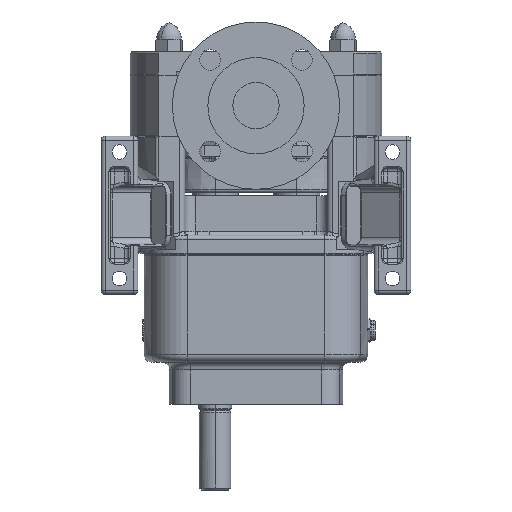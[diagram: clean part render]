
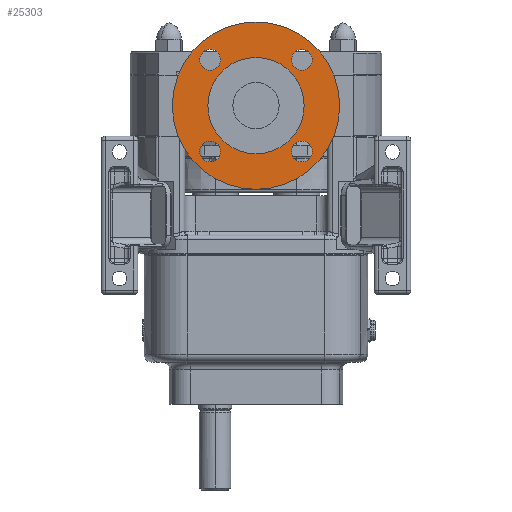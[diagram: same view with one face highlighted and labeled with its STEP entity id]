
A CAD part, front view. The second image highlights one B-rep face of the part: STEP entity #25303.
In plain terms, the highlighted face is planar.
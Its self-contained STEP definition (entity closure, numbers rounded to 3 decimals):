
#195 = VERTEX_POINT ( 'NONE', #8456 ) ;
#294 = DIRECTION ( 'NONE',  ( 1., 0., 0. ) ) ;
#870 = AXIS2_PLACEMENT_3D ( 'NONE', #16129, #11791, #23108 ) ;
#1523 = CARTESIAN_POINT ( 'NONE',  ( -1.5, -34.79, 34.79 ) ) ;
#1896 = ORIENTED_EDGE ( 'NONE', *, *, #23880, .F. ) ;
#2824 = CARTESIAN_POINT ( 'NONE',  ( -1.5, 34.824, 42.655 ) ) ;
#3400 = CARTESIAN_POINT ( 'NONE',  ( -1.5, 0., -63.5 ) ) ;
#3411 = EDGE_LOOP ( 'NONE', ( #8292, #28992 ) ) ;
#4133 = ORIENTED_EDGE ( 'NONE', *, *, #7227, .F. ) ;
#4157 = FACE_OUTER_BOUND ( 'NONE', #3411, .T. ) ;
#4248 = DIRECTION ( 'NONE',  ( 0., 0., -1. ) ) ;
#4607 = FACE_BOUND ( 'NONE', #8632, .T. ) ;
#4994 = VERTEX_POINT ( 'NONE', #23424 ) ;
#5420 = DIRECTION ( 'NONE',  ( 1., 0., 0. ) ) ;
#5506 = CARTESIAN_POINT ( 'NONE',  ( -1.5, 34.79, -42.69 ) ) ;
#5622 = ORIENTED_EDGE ( 'NONE', *, *, #12836, .F. ) ;
#6183 = AXIS2_PLACEMENT_3D ( 'NONE', #29811, #18339, #4248 ) ;
#6187 = CIRCLE ( 'NONE', #12636, 7.9 ) ;
#6527 = EDGE_CURVE ( 'NONE', #24660, #4994, #19498, .T. ) ;
#7151 = AXIS2_PLACEMENT_3D ( 'NONE', #14392, #294, #21817 ) ;
#7227 = EDGE_CURVE ( 'NONE', #17004, #29478, #8613, .T. ) ;
#7245 = CARTESIAN_POINT ( 'NONE',  ( -1.5, 0., 0. ) ) ;
#7855 = EDGE_CURVE ( 'NONE', #9711, #195, #30396, .T. ) ;
#7969 = AXIS2_PLACEMENT_3D ( 'NONE', #16399, #16254, #11465 ) ;
#8292 = ORIENTED_EDGE ( 'NONE', *, *, #25513, .T. ) ;
#8456 = CARTESIAN_POINT ( 'NONE',  ( -1.5, -34.79, 42.69 ) ) ;
#8613 = CIRCLE ( 'NONE', #25907, 36.55 ) ;
#8632 = EDGE_LOOP ( 'NONE', ( #9325, #4133 ) ) ;
#8636 = CARTESIAN_POINT ( 'NONE',  ( -1.5, 0., 63.5 ) ) ;
#8808 = EDGE_CURVE ( 'NONE', #195, #9711, #6187, .T. ) ;
#8939 = DIRECTION ( 'NONE',  ( 0., 0., -1. ) ) ;
#8994 = VERTEX_POINT ( 'NONE', #8636 ) ;
#9108 = DIRECTION ( 'NONE',  ( 0., 0., -1. ) ) ;
#9146 = CIRCLE ( 'NONE', #6183, 7.9 ) ;
#9325 = ORIENTED_EDGE ( 'NONE', *, *, #10047, .F. ) ;
#9406 = DIRECTION ( 'NONE',  ( 1., 0., 0. ) ) ;
#9711 = VERTEX_POINT ( 'NONE', #24142 ) ;
#9726 = AXIS2_PLACEMENT_3D ( 'NONE', #11279, #13756, #23192 ) ;
#10047 = EDGE_CURVE ( 'NONE', #29478, #17004, #17129, .T. ) ;
#11279 = CARTESIAN_POINT ( 'NONE',  ( -1.5, 0., 0. ) ) ;
#11465 = DIRECTION ( 'NONE',  ( 0., 0., -1. ) ) ;
#11529 = DIRECTION ( 'NONE',  ( 1., 0., 0. ) ) ;
#11647 = VERTEX_POINT ( 'NONE', #5506 ) ;
#11791 = DIRECTION ( 'NONE',  ( 1., 0., 0. ) ) ;
#12636 = AXIS2_PLACEMENT_3D ( 'NONE', #22286, #5420, #12850 ) ;
#12836 = EDGE_CURVE ( 'NONE', #27305, #25118, #30164, .T. ) ;
#12850 = DIRECTION ( 'NONE',  ( 0., 0., -1. ) ) ;
#13022 = CARTESIAN_POINT ( 'NONE',  ( -1.5, 0., 0. ) ) ;
#13524 = AXIS2_PLACEMENT_3D ( 'NONE', #7245, #14219, #14378 ) ;
#13607 = FACE_BOUND ( 'NONE', #20900, .T. ) ;
#13705 = CARTESIAN_POINT ( 'NONE',  ( -1.5, 34.79, -34.79 ) ) ;
#13722 = CIRCLE ( 'NONE', #870, 63.5 ) ;
#13739 = DIRECTION ( 'NONE',  ( 1., 0., 0. ) ) ;
#13756 = DIRECTION ( 'NONE',  ( 1., 0., 0. ) ) ;
#14219 = DIRECTION ( 'NONE',  ( 1., 0., 0. ) ) ;
#14378 = DIRECTION ( 'NONE',  ( 0., 0., -1. ) ) ;
#14392 = CARTESIAN_POINT ( 'NONE',  ( -1.5, -34.79, -34.79 ) ) ;
#14865 = VERTEX_POINT ( 'NONE', #18482 ) ;
#15121 = AXIS2_PLACEMENT_3D ( 'NONE', #13705, #11529, #23147 ) ;
#15183 = ORIENTED_EDGE ( 'NONE', *, *, #23350, .F. ) ;
#15418 = ORIENTED_EDGE ( 'NONE', *, *, #8808, .F. ) ;
#15995 = DIRECTION ( 'NONE',  ( 0., 0., -1. ) ) ;
#16129 = CARTESIAN_POINT ( 'NONE',  ( -1.5, 0., 0. ) ) ;
#16254 = DIRECTION ( 'NONE',  ( 1., 0., 0. ) ) ;
#16370 = FACE_BOUND ( 'NONE', #24924, .T. ) ;
#16399 = CARTESIAN_POINT ( 'NONE',  ( -1.5, 34.79, -34.79 ) ) ;
#17004 = VERTEX_POINT ( 'NONE', #23174 ) ;
#17088 = CARTESIAN_POINT ( 'NONE',  ( -1.5, 34.824, 26.855 ) ) ;
#17129 = CIRCLE ( 'NONE', #9726, 36.55 ) ;
#17213 = DIRECTION ( 'NONE',  ( 0., 0., -1. ) ) ;
#17353 = EDGE_CURVE ( 'NONE', #8994, #29714, #13722, .T. ) ;
#17593 = CIRCLE ( 'NONE', #15121, 7.9 ) ;
#18249 = FACE_BOUND ( 'NONE', #20793, .T. ) ;
#18339 = DIRECTION ( 'NONE',  ( 1., 0., 0. ) ) ;
#18482 = CARTESIAN_POINT ( 'NONE',  ( -1.5, 34.79, -26.89 ) ) ;
#18834 = CARTESIAN_POINT ( 'NONE',  ( -1.5, 36.55, 0. ) ) ;
#18969 = ORIENTED_EDGE ( 'NONE', *, *, #7855, .F. ) ;
#19498 = CIRCLE ( 'NONE', #7151, 7.9 ) ;
#19525 = ORIENTED_EDGE ( 'NONE', *, *, #26981, .F. ) ;
#19906 = CARTESIAN_POINT ( 'NONE',  ( -1.5, 34.824, 34.755 ) ) ;
#20774 = CIRCLE ( 'NONE', #23253, 7.9 ) ;
#20793 = EDGE_LOOP ( 'NONE', ( #19525, #27431 ) ) ;
#20900 = EDGE_LOOP ( 'NONE', ( #1896, #20928 ) ) ;
#20928 = ORIENTED_EDGE ( 'NONE', *, *, #27962, .F. ) ;
#21497 = AXIS2_PLACEMENT_3D ( 'NONE', #1523, #13739, #8939 ) ;
#21817 = DIRECTION ( 'NONE',  ( 0., 0., -1. ) ) ;
#22286 = CARTESIAN_POINT ( 'NONE',  ( -1.5, -34.79, 34.79 ) ) ;
#22376 = CARTESIAN_POINT ( 'NONE',  ( -1.5, 34.824, 34.755 ) ) ;
#22551 = DIRECTION ( 'NONE',  ( 1., 0., 0. ) ) ;
#22921 = AXIS2_PLACEMENT_3D ( 'NONE', #18834, #9406, #9108 ) ;
#23050 = FACE_BOUND ( 'NONE', #28548, .T. ) ;
#23108 = DIRECTION ( 'NONE',  ( 0., 0., -1. ) ) ;
#23147 = DIRECTION ( 'NONE',  ( 0., 0., -1. ) ) ;
#23174 = CARTESIAN_POINT ( 'NONE',  ( -1.5, 0., 36.55 ) ) ;
#23192 = DIRECTION ( 'NONE',  ( 0., 0., -1. ) ) ;
#23253 = AXIS2_PLACEMENT_3D ( 'NONE', #19906, #22551, #29669 ) ;
#23350 = EDGE_CURVE ( 'NONE', #25118, #27305, #20774, .T. ) ;
#23424 = CARTESIAN_POINT ( 'NONE',  ( -1.5, -34.79, -42.69 ) ) ;
#23760 = CARTESIAN_POINT ( 'NONE',  ( -1.5, -34.79, -26.89 ) ) ;
#23880 = EDGE_CURVE ( 'NONE', #11647, #14865, #26241, .T. ) ;
#24142 = CARTESIAN_POINT ( 'NONE',  ( -1.5, -34.79, 26.89 ) ) ;
#24660 = VERTEX_POINT ( 'NONE', #23760 ) ;
#24924 = EDGE_LOOP ( 'NONE', ( #5622, #15183 ) ) ;
#25118 = VERTEX_POINT ( 'NONE', #2824 ) ;
#25303 = ADVANCED_FACE ( 'NONE', ( #16370, #13607, #18249, #23050, #4157, #4607 ), #25662, .T. ) ;
#25513 = EDGE_CURVE ( 'NONE', #29714, #8994, #27365, .T. ) ;
#25662 = PLANE ( 'NONE',  #22921 ) ;
#25907 = AXIS2_PLACEMENT_3D ( 'NONE', #13022, #26641, #17213 ) ;
#26241 = CIRCLE ( 'NONE', #7969, 7.9 ) ;
#26641 = DIRECTION ( 'NONE',  ( 1., 0., 0. ) ) ;
#26981 = EDGE_CURVE ( 'NONE', #4994, #24660, #9146, .T. ) ;
#27305 = VERTEX_POINT ( 'NONE', #17088 ) ;
#27325 = DIRECTION ( 'NONE',  ( 1., 0., 0. ) ) ;
#27365 = CIRCLE ( 'NONE', #13524, 63.5 ) ;
#27431 = ORIENTED_EDGE ( 'NONE', *, *, #6527, .F. ) ;
#27708 = AXIS2_PLACEMENT_3D ( 'NONE', #22376, #27325, #15995 ) ;
#27962 = EDGE_CURVE ( 'NONE', #14865, #11647, #17593, .T. ) ;
#28548 = EDGE_LOOP ( 'NONE', ( #18969, #15418 ) ) ;
#28992 = ORIENTED_EDGE ( 'NONE', *, *, #17353, .T. ) ;
#29478 = VERTEX_POINT ( 'NONE', #30056 ) ;
#29669 = DIRECTION ( 'NONE',  ( 0., 0., -1. ) ) ;
#29714 = VERTEX_POINT ( 'NONE', #3400 ) ;
#29811 = CARTESIAN_POINT ( 'NONE',  ( -1.5, -34.79, -34.79 ) ) ;
#30056 = CARTESIAN_POINT ( 'NONE',  ( -1.5, 0., -36.55 ) ) ;
#30164 = CIRCLE ( 'NONE', #27708, 7.9 ) ;
#30396 = CIRCLE ( 'NONE', #21497, 7.9 ) ;
